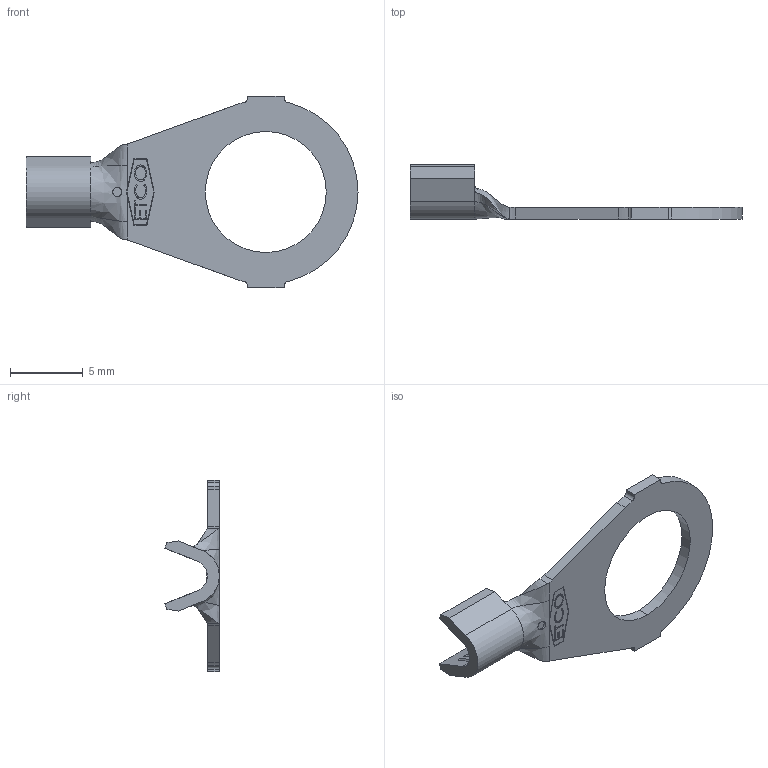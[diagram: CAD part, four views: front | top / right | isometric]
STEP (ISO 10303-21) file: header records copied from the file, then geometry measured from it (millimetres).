
FILE_DESCRIPTION (( 'STEP AP203' ), '1' );
FILE_NAME ('02933.STEP', '2015-02-09T18:01:46', ( '' ), ( '' ), 'SwSTEP 2.0', 'SolidWorks 2014', '' );
FILE_SCHEMA (( 'CONFIG_CONTROL_DESIGN' ));
Length unit declared in the file: inch
Products named in the file (1): 02933
Bounding box: 22.86 x 3.76 x 13.21 mm (x, y, z)
Volume: 124.6 mm3; surface area: 394.9 mm2
Topology: 1 solids, 1 shells, 167 faces, 428 edges, 268 vertices
Faces by surface type: plane 105, bspline 29, cylinder 23, cone 10
Entity records: 6876 total; most frequent: CARTESIAN_POINT 2951, ORIENTED_EDGE 856, DIRECTION 683, EDGE_CURVE 428, LINE 315, VECTOR 315, VERTEX_POINT 268, AXIS2_PLACEMENT_3D 184
